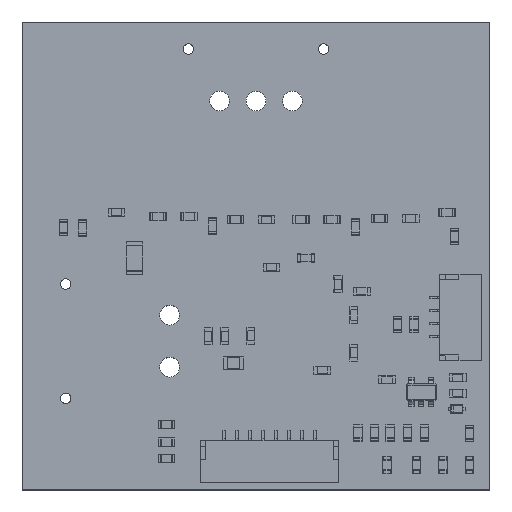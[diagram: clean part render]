
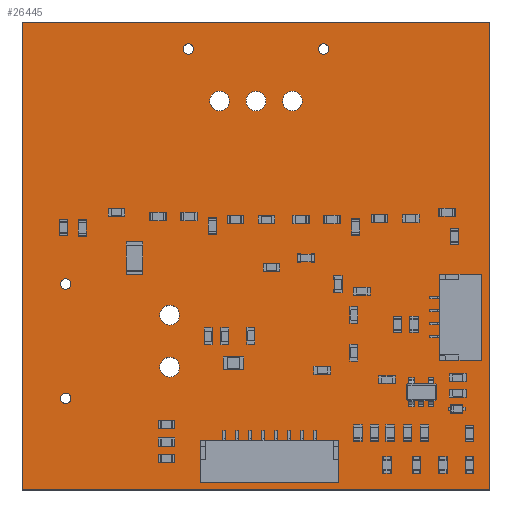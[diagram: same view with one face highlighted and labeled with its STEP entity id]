
A CAD part, top view. The second image highlights one B-rep face of the part: STEP entity #26445.
In plain terms, the highlighted planar face has unit normal (0, 0, 1).
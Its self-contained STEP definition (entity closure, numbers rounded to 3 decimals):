
#26234 = VERTEX_POINT('',#26235);
#26235 = CARTESIAN_POINT('',(168.,-149.5,1.6));
#26241 = EDGE_CURVE('',#26234,#26242,#26244,.T.);
#26242 = VERTEX_POINT('',#26243);
#26243 = CARTESIAN_POINT('',(123.,-149.5,1.6));
#26244 = LINE('',#26245,#26246);
#26245 = CARTESIAN_POINT('',(168.,-149.5,1.6));
#26246 = VECTOR('',#26247,1.);
#26247 = DIRECTION('',(-1.,0.,0.));
#26274 = VERTEX_POINT('',#26275);
#26275 = CARTESIAN_POINT('',(168.,-104.5,1.6));
#26281 = EDGE_CURVE('',#26274,#26234,#26282,.T.);
#26282 = LINE('',#26283,#26284);
#26283 = CARTESIAN_POINT('',(168.,-104.5,1.6));
#26284 = VECTOR('',#26285,1.);
#26285 = DIRECTION('',(0.,-1.,0.));
#26303 = EDGE_CURVE('',#26242,#26304,#26306,.T.);
#26304 = VERTEX_POINT('',#26305);
#26305 = CARTESIAN_POINT('',(123.,-104.5,1.6));
#26306 = LINE('',#26307,#26308);
#26307 = CARTESIAN_POINT('',(123.,-149.5,1.6));
#26308 = VECTOR('',#26309,1.);
#26309 = DIRECTION('',(0.,1.,0.));
#26445 = ADVANCED_FACE('',(#26446,#26457,#26468,#26479,#26490,#26501,
    #26512,#26523,#26534,#26545),#26556,.T.);
#26446 = FACE_BOUND('',#26447,.T.);
#26447 = EDGE_LOOP('',(#26448,#26449,#26450,#26456));
#26448 = ORIENTED_EDGE('',*,*,#26241,.F.);
#26449 = ORIENTED_EDGE('',*,*,#26281,.F.);
#26450 = ORIENTED_EDGE('',*,*,#26451,.F.);
#26451 = EDGE_CURVE('',#26304,#26274,#26452,.T.);
#26452 = LINE('',#26453,#26454);
#26453 = CARTESIAN_POINT('',(123.,-104.5,1.6));
#26454 = VECTOR('',#26455,1.);
#26455 = DIRECTION('',(1.,0.,0.));
#26456 = ORIENTED_EDGE('',*,*,#26303,.F.);
#26457 = FACE_BOUND('',#26458,.T.);
#26458 = EDGE_LOOP('',(#26459));
#26459 = ORIENTED_EDGE('',*,*,#26460,.T.);
#26460 = EDGE_CURVE('',#26461,#26461,#26463,.T.);
#26461 = VERTEX_POINT('',#26462);
#26462 = CARTESIAN_POINT('',(127.2,-141.2,1.6));
#26463 = CIRCLE('',#26464,0.5);
#26464 = AXIS2_PLACEMENT_3D('',#26465,#26466,#26467);
#26465 = CARTESIAN_POINT('',(127.2,-140.7,1.6));
#26466 = DIRECTION('',(-0.,0.,-1.));
#26467 = DIRECTION('',(-0.,-1.,0.));
#26468 = FACE_BOUND('',#26469,.T.);
#26469 = EDGE_LOOP('',(#26470));
#26470 = ORIENTED_EDGE('',*,*,#26471,.T.);
#26471 = EDGE_CURVE('',#26472,#26472,#26474,.T.);
#26472 = VERTEX_POINT('',#26473);
#26473 = CARTESIAN_POINT('',(137.2,-138.65,1.6));
#26474 = CIRCLE('',#26475,0.95);
#26475 = AXIS2_PLACEMENT_3D('',#26476,#26477,#26478);
#26476 = CARTESIAN_POINT('',(137.2,-137.7,1.6));
#26477 = DIRECTION('',(-0.,0.,-1.));
#26478 = DIRECTION('',(-0.,-1.,0.));
#26479 = FACE_BOUND('',#26480,.T.);
#26480 = EDGE_LOOP('',(#26481));
#26481 = ORIENTED_EDGE('',*,*,#26482,.T.);
#26482 = EDGE_CURVE('',#26483,#26483,#26485,.T.);
#26483 = VERTEX_POINT('',#26484);
#26484 = CARTESIAN_POINT('',(137.2,-133.65,1.6));
#26485 = CIRCLE('',#26486,0.95);
#26486 = AXIS2_PLACEMENT_3D('',#26487,#26488,#26489);
#26487 = CARTESIAN_POINT('',(137.2,-132.7,1.6));
#26488 = DIRECTION('',(-0.,0.,-1.));
#26489 = DIRECTION('',(-0.,-1.,0.));
#26490 = FACE_BOUND('',#26491,.T.);
#26491 = EDGE_LOOP('',(#26492));
#26492 = ORIENTED_EDGE('',*,*,#26493,.T.);
#26493 = EDGE_CURVE('',#26494,#26494,#26496,.T.);
#26494 = VERTEX_POINT('',#26495);
#26495 = CARTESIAN_POINT('',(127.2,-130.2,1.6));
#26496 = CIRCLE('',#26497,0.5);
#26497 = AXIS2_PLACEMENT_3D('',#26498,#26499,#26500);
#26498 = CARTESIAN_POINT('',(127.2,-129.7,1.6));
#26499 = DIRECTION('',(-0.,0.,-1.));
#26500 = DIRECTION('',(-0.,-1.,0.));
#26501 = FACE_BOUND('',#26502,.T.);
#26502 = EDGE_LOOP('',(#26503));
#26503 = ORIENTED_EDGE('',*,*,#26504,.T.);
#26504 = EDGE_CURVE('',#26505,#26505,#26507,.T.);
#26505 = VERTEX_POINT('',#26506);
#26506 = CARTESIAN_POINT('',(139.,-107.6,1.6));
#26507 = CIRCLE('',#26508,0.5);
#26508 = AXIS2_PLACEMENT_3D('',#26509,#26510,#26511);
#26509 = CARTESIAN_POINT('',(139.,-107.1,1.6));
#26510 = DIRECTION('',(-0.,0.,-1.));
#26511 = DIRECTION('',(-0.,-1.,0.));
#26512 = FACE_BOUND('',#26513,.T.);
#26513 = EDGE_LOOP('',(#26514));
#26514 = ORIENTED_EDGE('',*,*,#26515,.T.);
#26515 = EDGE_CURVE('',#26516,#26516,#26518,.T.);
#26516 = VERTEX_POINT('',#26517);
#26517 = CARTESIAN_POINT('',(142.,-113.05,1.6));
#26518 = CIRCLE('',#26519,0.95);
#26519 = AXIS2_PLACEMENT_3D('',#26520,#26521,#26522);
#26520 = CARTESIAN_POINT('',(142.,-112.1,1.6));
#26521 = DIRECTION('',(-0.,0.,-1.));
#26522 = DIRECTION('',(-0.,-1.,0.));
#26523 = FACE_BOUND('',#26524,.T.);
#26524 = EDGE_LOOP('',(#26525));
#26525 = ORIENTED_EDGE('',*,*,#26526,.T.);
#26526 = EDGE_CURVE('',#26527,#26527,#26529,.T.);
#26527 = VERTEX_POINT('',#26528);
#26528 = CARTESIAN_POINT('',(145.5,-113.05,1.6));
#26529 = CIRCLE('',#26530,0.95);
#26530 = AXIS2_PLACEMENT_3D('',#26531,#26532,#26533);
#26531 = CARTESIAN_POINT('',(145.5,-112.1,1.6));
#26532 = DIRECTION('',(-0.,0.,-1.));
#26533 = DIRECTION('',(-0.,-1.,0.));
#26534 = FACE_BOUND('',#26535,.T.);
#26535 = EDGE_LOOP('',(#26536));
#26536 = ORIENTED_EDGE('',*,*,#26537,.T.);
#26537 = EDGE_CURVE('',#26538,#26538,#26540,.T.);
#26538 = VERTEX_POINT('',#26539);
#26539 = CARTESIAN_POINT('',(149.,-113.05,1.6));
#26540 = CIRCLE('',#26541,0.95);
#26541 = AXIS2_PLACEMENT_3D('',#26542,#26543,#26544);
#26542 = CARTESIAN_POINT('',(149.,-112.1,1.6));
#26543 = DIRECTION('',(-0.,0.,-1.));
#26544 = DIRECTION('',(-0.,-1.,0.));
#26545 = FACE_BOUND('',#26546,.T.);
#26546 = EDGE_LOOP('',(#26547));
#26547 = ORIENTED_EDGE('',*,*,#26548,.T.);
#26548 = EDGE_CURVE('',#26549,#26549,#26551,.T.);
#26549 = VERTEX_POINT('',#26550);
#26550 = CARTESIAN_POINT('',(152.,-107.6,1.6));
#26551 = CIRCLE('',#26552,0.5);
#26552 = AXIS2_PLACEMENT_3D('',#26553,#26554,#26555);
#26553 = CARTESIAN_POINT('',(152.,-107.1,1.6));
#26554 = DIRECTION('',(-0.,0.,-1.));
#26555 = DIRECTION('',(-0.,-1.,0.));
#26556 = PLANE('',#26557);
#26557 = AXIS2_PLACEMENT_3D('',#26558,#26559,#26560);
#26558 = CARTESIAN_POINT('',(0.,0.,1.6));
#26559 = DIRECTION('',(0.,0.,1.));
#26560 = DIRECTION('',(1.,0.,-0.));
